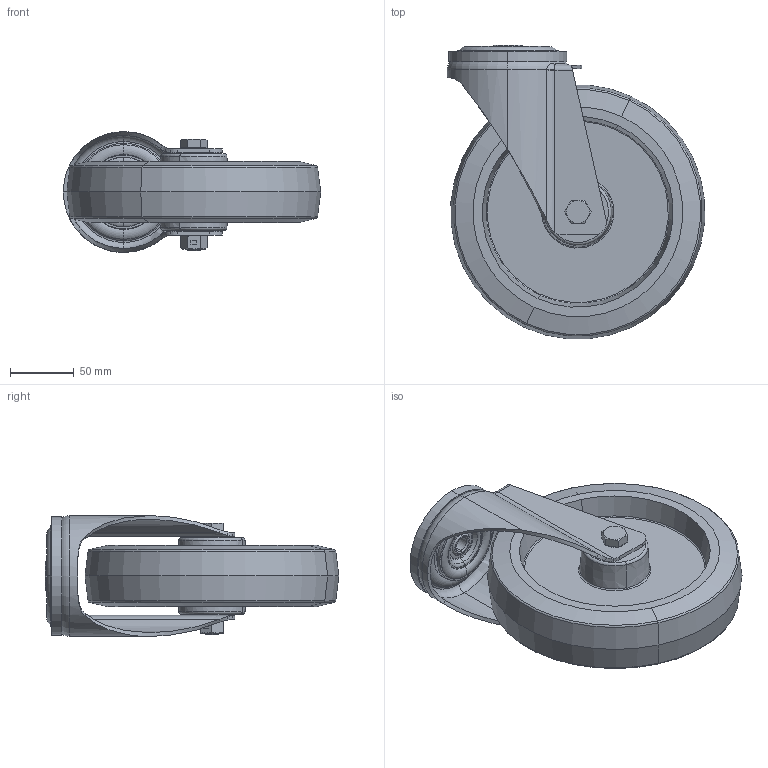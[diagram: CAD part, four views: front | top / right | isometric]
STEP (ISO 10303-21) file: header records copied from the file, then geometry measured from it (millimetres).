
FILE_DESCRIPTION (( 'STEP AP214' ), '1' );
FILE_NAME ('0055789.step', '2023-07-27T09:41:50', ( '' ), ( '' ), 'SwSTEP 2.0', 'SolidWorks 2020', '' );
FILE_SCHEMA (( 'AUTOMOTIVE_DESIGN' ));
Length unit declared in the file: millimetre
Products named in the file (1): 0055789
Bounding box: 202.17 x 230.67 x 95 mm (x, y, z)
Volume: 1054489.2 mm3; surface area: 256712.6 mm2
Topology: 16 solids, 17 shells, 348 faces, 760 edges, 437 vertices
Faces by surface type: torus 90, cone 83, plane 73, cylinder 56, sphere 24, bspline 22
Entity records: 16413 total; most frequent: CARTESIAN_POINT 5025, DIRECTION 1675, ORIENTED_EDGE 1424, AXIS2_PLACEMENT_3D 740, EDGE_CURVE 712, CIRCLE 413, VERTEX_POINT 413, EDGE_LOOP 383
